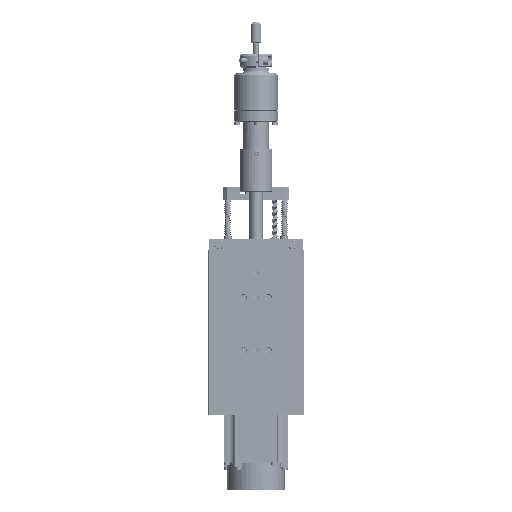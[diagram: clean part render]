
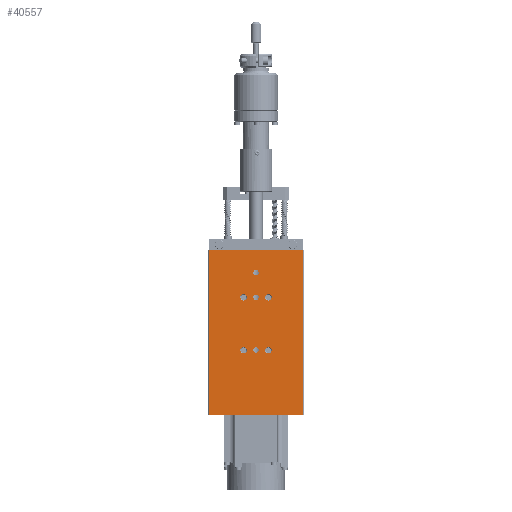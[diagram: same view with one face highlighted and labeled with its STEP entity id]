
A CAD part, front view. The second image highlights one B-rep face of the part: STEP entity #40557.
In plain terms, the highlighted planar face has unit normal (0, -1, 0).
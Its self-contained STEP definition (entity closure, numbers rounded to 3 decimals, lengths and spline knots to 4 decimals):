
#3460=LINE('',#86901,#7016);
#3514=LINE('',#87046,#7070);
#3515=LINE('',#87049,#7071);
#3516=LINE('',#87050,#7072);
#7016=VECTOR('',#50507,39.3701);
#7070=VECTOR('',#50643,39.3701);
#7071=VECTOR('',#50646,39.3701);
#7072=VECTOR('',#50647,39.3701);
#8719=PLANE('',#43069);
#10176=FACE_BOUND('',#14940,.T.);
#10177=FACE_BOUND('',#14941,.T.);
#10178=FACE_BOUND('',#14942,.T.);
#10179=FACE_BOUND('',#14943,.T.);
#10180=FACE_BOUND('',#14944,.T.);
#10181=FACE_BOUND('',#14945,.T.);
#10182=FACE_BOUND('',#14946,.T.);
#12426=FACE_OUTER_BOUND('',#14939,.T.);
#14939=EDGE_LOOP('',(#34377,#34378,#34379,#34380));
#14940=EDGE_LOOP('',(#34381));
#14941=EDGE_LOOP('',(#34382));
#14942=EDGE_LOOP('',(#34383));
#14943=EDGE_LOOP('',(#34384));
#14944=EDGE_LOOP('',(#34385));
#14945=EDGE_LOOP('',(#34386));
#14946=EDGE_LOOP('',(#34387));
#16269=CIRCLE('',#43070,0.0984);
#16270=CIRCLE('',#43071,0.0984);
#16271=CIRCLE('',#43072,0.0984);
#16272=CIRCLE('',#43073,0.1181);
#16273=CIRCLE('',#43074,0.1181);
#16274=CIRCLE('',#43075,0.1181);
#16275=CIRCLE('',#43076,0.1181);
#19622=VERTEX_POINT('',#86898);
#19623=VERTEX_POINT('',#86900);
#19673=VERTEX_POINT('',#87044);
#19674=VERTEX_POINT('',#87048);
#19675=VERTEX_POINT('',#87051);
#19676=VERTEX_POINT('',#87053);
#19677=VERTEX_POINT('',#87055);
#19678=VERTEX_POINT('',#87057);
#19679=VERTEX_POINT('',#87059);
#19680=VERTEX_POINT('',#87061);
#19681=VERTEX_POINT('',#87063);
#24818=EDGE_CURVE('',#19623,#19622,#3460,.T.);
#24890=EDGE_CURVE('',#19673,#19622,#3514,.T.);
#24891=EDGE_CURVE('',#19674,#19673,#3515,.T.);
#24892=EDGE_CURVE('',#19674,#19623,#3516,.T.);
#24893=EDGE_CURVE('',#19675,#19675,#16269,.T.);
#24894=EDGE_CURVE('',#19676,#19676,#16270,.T.);
#24895=EDGE_CURVE('',#19677,#19677,#16271,.T.);
#24896=EDGE_CURVE('',#19678,#19678,#16272,.T.);
#24897=EDGE_CURVE('',#19679,#19679,#16273,.T.);
#24898=EDGE_CURVE('',#19680,#19680,#16274,.T.);
#24899=EDGE_CURVE('',#19681,#19681,#16275,.T.);
#34377=ORIENTED_EDGE('',*,*,#24890,.F.);
#34378=ORIENTED_EDGE('',*,*,#24891,.F.);
#34379=ORIENTED_EDGE('',*,*,#24892,.T.);
#34380=ORIENTED_EDGE('',*,*,#24818,.T.);
#34381=ORIENTED_EDGE('',*,*,#24893,.F.);
#34382=ORIENTED_EDGE('',*,*,#24894,.F.);
#34383=ORIENTED_EDGE('',*,*,#24895,.F.);
#34384=ORIENTED_EDGE('',*,*,#24896,.F.);
#34385=ORIENTED_EDGE('',*,*,#24897,.F.);
#34386=ORIENTED_EDGE('',*,*,#24898,.F.);
#34387=ORIENTED_EDGE('',*,*,#24899,.F.);
#40557=ADVANCED_FACE('',(#12426,#10176,#10177,#10178,#10179,#10180,#10181,
#10182),#8719,.F.);
#43069=AXIS2_PLACEMENT_3D('',#87047,#50644,#50645);
#43070=AXIS2_PLACEMENT_3D('',#87052,#50648,#50649);
#43071=AXIS2_PLACEMENT_3D('',#87054,#50650,#50651);
#43072=AXIS2_PLACEMENT_3D('',#87056,#50652,#50653);
#43073=AXIS2_PLACEMENT_3D('',#87058,#50654,#50655);
#43074=AXIS2_PLACEMENT_3D('',#87060,#50656,#50657);
#43075=AXIS2_PLACEMENT_3D('',#87062,#50658,#50659);
#43076=AXIS2_PLACEMENT_3D('',#87064,#50660,#50661);
#50507=DIRECTION('',(1.,0.,0.));
#50643=DIRECTION('',(0.,0.,-1.));
#50644=DIRECTION('center_axis',(0.,1.,0.));
#50645=DIRECTION('ref_axis',(-1.,0.,0.));
#50646=DIRECTION('',(1.,0.,0.));
#50647=DIRECTION('',(0.,0.,-1.));
#50648=DIRECTION('center_axis',(0.,-1.,0.));
#50649=DIRECTION('ref_axis',(1.,0.,0.));
#50650=DIRECTION('center_axis',(0.,-1.,0.));
#50651=DIRECTION('ref_axis',(1.,0.,0.));
#50652=DIRECTION('center_axis',(0.,-1.,0.));
#50653=DIRECTION('ref_axis',(1.,0.,0.));
#50654=DIRECTION('center_axis',(0.,-1.,0.));
#50655=DIRECTION('ref_axis',(1.,0.,0.));
#50656=DIRECTION('center_axis',(0.,-1.,0.));
#50657=DIRECTION('ref_axis',(1.,0.,0.));
#50658=DIRECTION('center_axis',(0.,-1.,0.));
#50659=DIRECTION('ref_axis',(1.,0.,0.));
#50660=DIRECTION('center_axis',(0.,-1.,0.));
#50661=DIRECTION('ref_axis',(1.,0.,0.));
#86898=CARTESIAN_POINT('',(1.7139,-2.8049,-4.5338));
#86900=CARTESIAN_POINT('',(-1.7139,-2.8049,-4.5338));
#86901=CARTESIAN_POINT('',(-1.7539,-2.8049,-4.5338));
#87044=CARTESIAN_POINT('',(1.7139,-2.8049,1.4898));
#87046=CARTESIAN_POINT('',(1.7139,-2.8049,1.4898));
#87047=CARTESIAN_POINT('Origin',(-1.7539,-2.8049,-4.5338));
#87048=CARTESIAN_POINT('',(-1.7139,-2.8049,1.4898));
#87049=CARTESIAN_POINT('',(-1.7539,-2.8049,1.4898));
#87050=CARTESIAN_POINT('',(-1.7139,-2.8049,1.4898));
#87051=CARTESIAN_POINT('',(0.0984,-2.8049,-0.2228));
#87052=CARTESIAN_POINT('Origin',(0.,-2.8049,
-0.2228));
#87053=CARTESIAN_POINT('',(0.0984,-2.8049,-2.1519));
#87054=CARTESIAN_POINT('Origin',(0.,-2.8049,
-2.1519));
#87055=CARTESIAN_POINT('',(0.0984,-2.8049,0.6827));
#87056=CARTESIAN_POINT('Origin',(0.,-2.8049,
0.6827));
#87057=CARTESIAN_POINT('',(-0.3346,-2.8049,-0.2228));
#87058=CARTESIAN_POINT('Origin',(-0.4528,-2.8049,-0.2228));
#87059=CARTESIAN_POINT('',(-0.3346,-2.8049,-2.1519));
#87060=CARTESIAN_POINT('Origin',(-0.4528,-2.8049,-2.1519));
#87061=CARTESIAN_POINT('',(0.5709,-2.8049,-0.2228));
#87062=CARTESIAN_POINT('Origin',(0.4528,-2.8049,-0.2228));
#87063=CARTESIAN_POINT('',(0.5709,-2.8049,-2.1519));
#87064=CARTESIAN_POINT('Origin',(0.4528,-2.8049,-2.1519));
